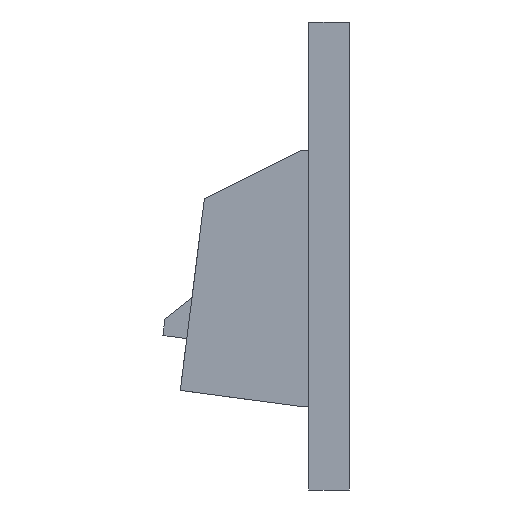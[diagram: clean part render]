
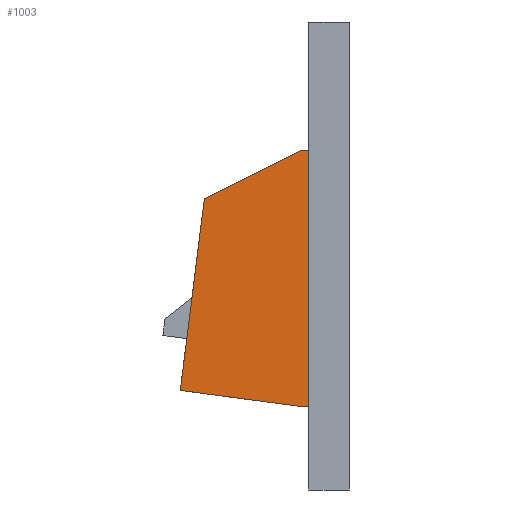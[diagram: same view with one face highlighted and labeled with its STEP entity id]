
A CAD part, left-side view. The second image highlights one B-rep face of the part: STEP entity #1003.
In plain terms, the highlighted planar face has unit normal (-1, 0, 0).
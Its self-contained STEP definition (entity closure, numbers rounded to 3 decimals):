
#13 = DIRECTION ( 'NONE',  ( 0., 0., -1. ) ) ;
#53 = DIRECTION ( 'NONE',  ( 0., -1., 0. ) ) ;
#55 = ORIENTED_EDGE ( 'NONE', *, *, #1945, .F. ) ;
#223 = ORIENTED_EDGE ( 'NONE', *, *, #759, .F. ) ;
#289 = LINE ( 'NONE', #2253, #1572 ) ;
#292 = DIRECTION ( 'NONE',  ( 0., 0.125, -0.992 ) ) ;
#296 = EDGE_CURVE ( 'NONE', #899, #488, #2041, .T. ) ;
#317 = VECTOR ( 'NONE', #853, 1000. ) ;
#435 = CARTESIAN_POINT ( 'NONE',  ( -16., 0., -18.712 ) ) ;
#448 = ORIENTED_EDGE ( 'NONE', *, *, #2262, .F. ) ;
#461 = FACE_OUTER_BOUND ( 'NONE', #1567, .T. ) ;
#488 = VERTEX_POINT ( 'NONE', #2030 ) ;
#502 = CARTESIAN_POINT ( 'NONE',  ( -16., 5., 13.1 ) ) ;
#565 = VERTEX_POINT ( 'NONE', #2019 ) ;
#567 = CARTESIAN_POINT ( 'NONE',  ( -16., 6., -18.712 ) ) ;
#602 = ORIENTED_EDGE ( 'NONE', *, *, #1917, .F. ) ;
#650 = DIRECTION ( 'NONE',  ( 1., 0., 0. ) ) ;
#654 = DIRECTION ( 'NONE',  ( 0., 0.894, -0.447 ) ) ;
#687 = CARTESIAN_POINT ( 'NONE',  ( -16., 0., 13.1 ) ) ;
#759 = EDGE_CURVE ( 'NONE', #565, #1710, #1579, .T. ) ;
#803 = CARTESIAN_POINT ( 'NONE',  ( -16., 2.556, -19.171 ) ) ;
#817 = CARTESIAN_POINT ( 'NONE',  ( -16., 18., 7.1 ) ) ;
#834 = CARTESIAN_POINT ( 'NONE',  ( -16., 0., 0. ) ) ;
#853 = DIRECTION ( 'NONE',  ( 0., 0., -1. ) ) ;
#888 = ORIENTED_EDGE ( 'NONE', *, *, #1621, .T. ) ;
#899 = VERTEX_POINT ( 'NONE', #817 ) ;
#956 = VECTOR ( 'NONE', #292, 1000. ) ;
#1003 = ADVANCED_FACE ( 'NONE', ( #461 ), #2249, .F. ) ;
#1034 = VECTOR ( 'NONE', #53, 1000. ) ;
#1380 = VECTOR ( 'NONE', #1899, 1000. ) ;
#1567 = EDGE_LOOP ( 'NONE', ( #223, #888, #1829, #448, #602, #55 ) ) ;
#1572 = VECTOR ( 'NONE', #654, 1000. ) ;
#1579 = LINE ( 'NONE', #687, #1034 ) ;
#1621 = EDGE_CURVE ( 'NONE', #565, #899, #289, .T. ) ;
#1629 = AXIS2_PLACEMENT_3D ( 'NONE', #834, #650, #13 ) ;
#1710 = VERTEX_POINT ( 'NONE', #502 ) ;
#1763 = LINE ( 'NONE', #803, #2564 ) ;
#1770 = CARTESIAN_POINT ( 'NONE',  ( -16., 5., -18.712 ) ) ;
#1829 = ORIENTED_EDGE ( 'NONE', *, *, #296, .T. ) ;
#1854 = CARTESIAN_POINT ( 'NONE',  ( -16., 5., 0. ) ) ;
#1899 = DIRECTION ( 'NONE',  ( 0., 1., 0. ) ) ;
#1917 = EDGE_CURVE ( 'NONE', #2665, #2172, #1927, .T. ) ;
#1927 = LINE ( 'NONE', #435, #1380 ) ;
#1945 = EDGE_CURVE ( 'NONE', #1710, #2665, #2302, .T. ) ;
#2019 = CARTESIAN_POINT ( 'NONE',  ( -16., 6., 13.1 ) ) ;
#2030 = CARTESIAN_POINT ( 'NONE',  ( -16., 21., -16.712 ) ) ;
#2041 = LINE ( 'NONE', #2329, #956 ) ;
#2172 = VERTEX_POINT ( 'NONE', #567 ) ;
#2249 = PLANE ( 'NONE',  #1629 ) ;
#2253 = CARTESIAN_POINT ( 'NONE',  ( -16., 6.44, 12.88 ) ) ;
#2262 = EDGE_CURVE ( 'NONE', #2172, #488, #1763, .T. ) ;
#2302 = LINE ( 'NONE', #1854, #317 ) ;
#2329 = CARTESIAN_POINT ( 'NONE',  ( -16., 18.599, 2.343 ) ) ;
#2564 = VECTOR ( 'NONE', #2649, 1000. ) ;
#2649 = DIRECTION ( 'NONE',  ( 0., 0.991, 0.132 ) ) ;
#2665 = VERTEX_POINT ( 'NONE', #1770 ) ;
